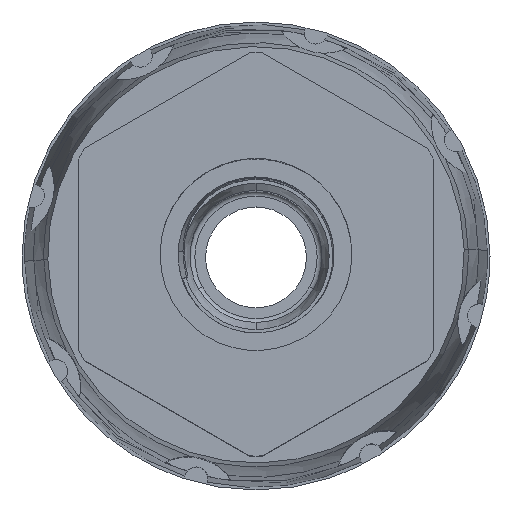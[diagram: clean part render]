
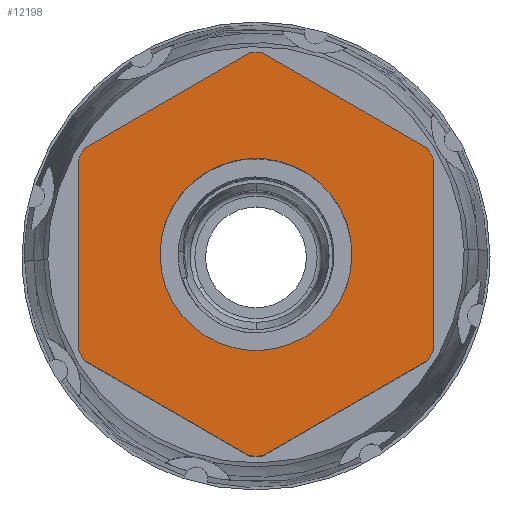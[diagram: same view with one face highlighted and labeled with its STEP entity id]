
A CAD part, top view. The second image highlights one B-rep face of the part: STEP entity #12198.
In plain terms, the highlighted planar face has unit normal (0, 0, 1).
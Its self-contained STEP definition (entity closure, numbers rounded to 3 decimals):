
#12020=AXIS2_PLACEMENT_3D('Circle Axis2P3D',#12018,#12019,$) ;
#12057=AXIS2_PLACEMENT_3D('Plane Axis2P3D',#12054,#12055,#12056) ;
#12068=AXIS2_PLACEMENT_3D('Circle Axis2P3D',#12066,#12067,$) ;
#12082=AXIS2_PLACEMENT_3D('Circle Axis2P3D',#12080,#12081,$) ;
#12096=AXIS2_PLACEMENT_3D('Circle Axis2P3D',#12094,#12095,$) ;
#12110=AXIS2_PLACEMENT_3D('Circle Axis2P3D',#12108,#12109,$) ;
#12124=AXIS2_PLACEMENT_3D('Circle Axis2P3D',#12122,#12123,$) ;
#12150=AXIS2_PLACEMENT_3D('Circle Axis2P3D',#12148,#12149,$) ;
#12159=AXIS2_PLACEMENT_3D('Circle Axis2P3D',#12157,#12158,$) ;
#12166=AXIS2_PLACEMENT_3D('Circle Axis2P3D',#12164,#12165,$) ;
#12173=AXIS2_PLACEMENT_3D('Circle Axis2P3D',#12171,#12172,$) ;
#12180=AXIS2_PLACEMENT_3D('Circle Axis2P3D',#12178,#12179,$) ;
#12187=AXIS2_PLACEMENT_3D('Circle Axis2P3D',#12185,#12186,$) ;
#12018=CARTESIAN_POINT('Axis2P3D Location',(9.75,9.75,71.9)) ;
#12022=CARTESIAN_POINT('Vertex',(2.35,13.725,71.9)) ;
#12024=CARTESIAN_POINT('Vertex',(2.608,14.171,71.9)) ;
#12054=CARTESIAN_POINT('Axis2P3D Location',(9.75,9.75,71.9)) ;
#12059=CARTESIAN_POINT('Line Origine',(2.35,9.75,71.9)) ;
#12063=CARTESIAN_POINT('Vertex',(2.35,5.775,71.9)) ;
#12066=CARTESIAN_POINT('Axis2P3D Location',(9.75,9.75,71.9)) ;
#12070=CARTESIAN_POINT('Vertex',(2.608,5.329,71.9)) ;
#12073=CARTESIAN_POINT('Line Origine',(6.05,3.342,71.9)) ;
#12077=CARTESIAN_POINT('Vertex',(9.493,1.354,71.9)) ;
#12080=CARTESIAN_POINT('Axis2P3D Location',(9.75,9.75,71.9)) ;
#12084=CARTESIAN_POINT('Vertex',(10.008,1.354,71.9)) ;
#12087=CARTESIAN_POINT('Line Origine',(13.45,3.342,71.9)) ;
#12091=CARTESIAN_POINT('Vertex',(16.893,5.329,71.9)) ;
#12094=CARTESIAN_POINT('Axis2P3D Location',(9.75,9.75,71.9)) ;
#12098=CARTESIAN_POINT('Vertex',(17.15,5.775,71.9)) ;
#12101=CARTESIAN_POINT('Line Origine',(17.15,9.75,71.9)) ;
#12105=CARTESIAN_POINT('Vertex',(17.15,13.725,71.9)) ;
#12108=CARTESIAN_POINT('Axis2P3D Location',(9.75,9.75,71.9)) ;
#12112=CARTESIAN_POINT('Vertex',(16.893,14.171,71.9)) ;
#12115=CARTESIAN_POINT('Line Origine',(13.45,16.159,71.9)) ;
#12119=CARTESIAN_POINT('Vertex',(10.008,18.146,71.9)) ;
#12122=CARTESIAN_POINT('Axis2P3D Location',(9.75,9.75,71.9)) ;
#12126=CARTESIAN_POINT('Vertex',(9.493,18.146,71.9)) ;
#12129=CARTESIAN_POINT('Line Origine',(6.05,16.159,71.9)) ;
#12148=CARTESIAN_POINT('Axis2P3D Location',(9.75,9.75,71.9)) ;
#12152=CARTESIAN_POINT('Vertex',(13.214,11.75,71.9)) ;
#12154=CARTESIAN_POINT('Vertex',(11.831,13.166,71.9)) ;
#12157=CARTESIAN_POINT('Axis2P3D Location',(9.75,9.75,71.9)) ;
#12161=CARTESIAN_POINT('Vertex',(11.75,6.286,71.9)) ;
#12164=CARTESIAN_POINT('Axis2P3D Location',(9.75,9.75,71.9)) ;
#12168=CARTESIAN_POINT('Vertex',(7.669,6.334,71.9)) ;
#12171=CARTESIAN_POINT('Axis2P3D Location',(9.75,9.75,71.9)) ;
#12175=CARTESIAN_POINT('Vertex',(6.286,7.75,71.9)) ;
#12178=CARTESIAN_POINT('Axis2P3D Location',(9.75,9.75,71.9)) ;
#12182=CARTESIAN_POINT('Vertex',(7.75,13.214,71.9)) ;
#12185=CARTESIAN_POINT('Axis2P3D Location',(9.75,9.75,71.9)) ;
#12019=DIRECTION('Axis2P3D Direction',(0.,0.,-1.)) ;
#12055=DIRECTION('Axis2P3D Direction',(0.,0.,-1.)) ;
#12056=DIRECTION('Axis2P3D XDirection',(0.5,-0.866,0.)) ;
#12060=DIRECTION('Vector Direction',(0.,-1.,0.)) ;
#12067=DIRECTION('Axis2P3D Direction',(0.,0.,-1.)) ;
#12074=DIRECTION('Vector Direction',(-0.866,0.5,0.)) ;
#12081=DIRECTION('Axis2P3D Direction',(0.,0.,-1.)) ;
#12088=DIRECTION('Vector Direction',(-0.866,-0.5,0.)) ;
#12095=DIRECTION('Axis2P3D Direction',(0.,0.,-1.)) ;
#12102=DIRECTION('Vector Direction',(0.,1.,0.)) ;
#12109=DIRECTION('Axis2P3D Direction',(0.,0.,-1.)) ;
#12116=DIRECTION('Vector Direction',(0.866,-0.5,0.)) ;
#12123=DIRECTION('Axis2P3D Direction',(0.,0.,-1.)) ;
#12130=DIRECTION('Vector Direction',(0.866,0.5,0.)) ;
#12149=DIRECTION('Axis2P3D Direction',(0.,0.,-1.)) ;
#12158=DIRECTION('Axis2P3D Direction',(0.,0.,-1.)) ;
#12165=DIRECTION('Axis2P3D Direction',(0.,0.,-1.)) ;
#12172=DIRECTION('Axis2P3D Direction',(0.,0.,-1.)) ;
#12179=DIRECTION('Axis2P3D Direction',(0.,0.,-1.)) ;
#12186=DIRECTION('Axis2P3D Direction',(0.,0.,-1.)) ;
#12061=VECTOR('Line Direction',#12060,1.) ;
#12075=VECTOR('Line Direction',#12074,1.) ;
#12089=VECTOR('Line Direction',#12088,1.) ;
#12103=VECTOR('Line Direction',#12102,1.) ;
#12117=VECTOR('Line Direction',#12116,1.) ;
#12131=VECTOR('Line Direction',#12130,1.) ;
#12135=ORIENTED_EDGE('',*,*,#12026,.F.) ;
#12136=ORIENTED_EDGE('',*,*,#12065,.T.) ;
#12137=ORIENTED_EDGE('',*,*,#12072,.F.) ;
#12138=ORIENTED_EDGE('',*,*,#12079,.F.) ;
#12139=ORIENTED_EDGE('',*,*,#12086,.F.) ;
#12140=ORIENTED_EDGE('',*,*,#12093,.F.) ;
#12141=ORIENTED_EDGE('',*,*,#12100,.F.) ;
#12142=ORIENTED_EDGE('',*,*,#12107,.T.) ;
#12143=ORIENTED_EDGE('',*,*,#12114,.F.) ;
#12144=ORIENTED_EDGE('',*,*,#12121,.F.) ;
#12145=ORIENTED_EDGE('',*,*,#12128,.F.) ;
#12146=ORIENTED_EDGE('',*,*,#12133,.F.) ;
#12191=ORIENTED_EDGE('',*,*,#12156,.F.) ;
#12192=ORIENTED_EDGE('',*,*,#12163,.F.) ;
#12193=ORIENTED_EDGE('',*,*,#12170,.F.) ;
#12194=ORIENTED_EDGE('',*,*,#12177,.F.) ;
#12195=ORIENTED_EDGE('',*,*,#12184,.F.) ;
#12196=ORIENTED_EDGE('',*,*,#12189,.F.) ;
#12197=FACE_BOUND('',#12190,.T.) ;
#12198=ADVANCED_FACE('Hauptkoerper',(#12147,#12197),#12058,.F.) ;
#12021=CIRCLE('generated circle',#12020,8.4) ;
#12069=CIRCLE('generated circle',#12068,8.4) ;
#12083=CIRCLE('generated circle',#12082,8.4) ;
#12097=CIRCLE('generated circle',#12096,8.4) ;
#12111=CIRCLE('generated circle',#12110,8.4) ;
#12125=CIRCLE('generated circle',#12124,8.4) ;
#12151=CIRCLE('generated circle',#12150,4.) ;
#12160=CIRCLE('generated circle',#12159,4.) ;
#12167=CIRCLE('generated circle',#12166,4.) ;
#12174=CIRCLE('generated circle',#12173,4.) ;
#12181=CIRCLE('generated circle',#12180,4.) ;
#12188=CIRCLE('generated circle',#12187,4.) ;
#12026=EDGE_CURVE('',#12023,#12025,#12021,.T.) ;
#12065=EDGE_CURVE('',#12023,#12064,#12062,.T.) ;
#12072=EDGE_CURVE('',#12071,#12064,#12069,.T.) ;
#12079=EDGE_CURVE('',#12078,#12071,#12076,.T.) ;
#12086=EDGE_CURVE('',#12085,#12078,#12083,.T.) ;
#12093=EDGE_CURVE('',#12092,#12085,#12090,.T.) ;
#12100=EDGE_CURVE('',#12099,#12092,#12097,.T.) ;
#12107=EDGE_CURVE('',#12099,#12106,#12104,.T.) ;
#12114=EDGE_CURVE('',#12113,#12106,#12111,.T.) ;
#12121=EDGE_CURVE('',#12120,#12113,#12118,.T.) ;
#12128=EDGE_CURVE('',#12127,#12120,#12125,.T.) ;
#12133=EDGE_CURVE('',#12025,#12127,#12132,.T.) ;
#12156=EDGE_CURVE('',#12153,#12155,#12151,.F.) ;
#12163=EDGE_CURVE('',#12162,#12153,#12160,.F.) ;
#12170=EDGE_CURVE('',#12169,#12162,#12167,.F.) ;
#12177=EDGE_CURVE('',#12176,#12169,#12174,.F.) ;
#12184=EDGE_CURVE('',#12183,#12176,#12181,.F.) ;
#12189=EDGE_CURVE('',#12155,#12183,#12188,.F.) ;
#12134=EDGE_LOOP('',(#12135,#12136,#12137,#12138,#12139,#12140,#12141,#12142,#12143,#12144,#12145,#12146)) ;
#12190=EDGE_LOOP('',(#12191,#12192,#12193,#12194,#12195,#12196)) ;
#12147=FACE_OUTER_BOUND('',#12134,.T.) ;
#12062=LINE('Line',#12059,#12061) ;
#12076=LINE('Line',#12073,#12075) ;
#12090=LINE('Line',#12087,#12089) ;
#12104=LINE('Line',#12101,#12103) ;
#12118=LINE('Line',#12115,#12117) ;
#12132=LINE('Line',#12129,#12131) ;
#12058=PLANE('',#12057) ;
#12023=VERTEX_POINT('',#12022) ;
#12025=VERTEX_POINT('',#12024) ;
#12064=VERTEX_POINT('',#12063) ;
#12071=VERTEX_POINT('',#12070) ;
#12078=VERTEX_POINT('',#12077) ;
#12085=VERTEX_POINT('',#12084) ;
#12092=VERTEX_POINT('',#12091) ;
#12099=VERTEX_POINT('',#12098) ;
#12106=VERTEX_POINT('',#12105) ;
#12113=VERTEX_POINT('',#12112) ;
#12120=VERTEX_POINT('',#12119) ;
#12127=VERTEX_POINT('',#12126) ;
#12153=VERTEX_POINT('',#12152) ;
#12155=VERTEX_POINT('',#12154) ;
#12162=VERTEX_POINT('',#12161) ;
#12169=VERTEX_POINT('',#12168) ;
#12176=VERTEX_POINT('',#12175) ;
#12183=VERTEX_POINT('',#12182) ;
